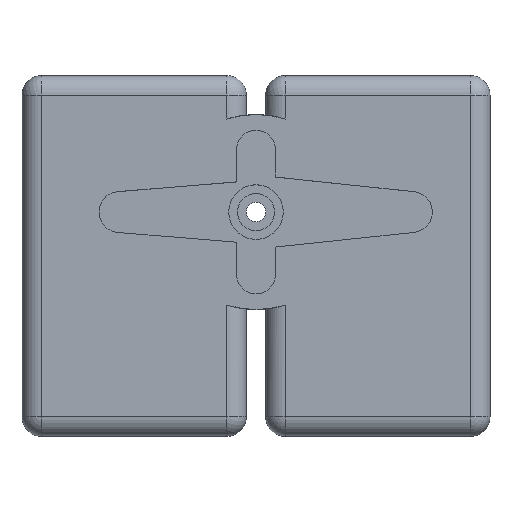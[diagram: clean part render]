
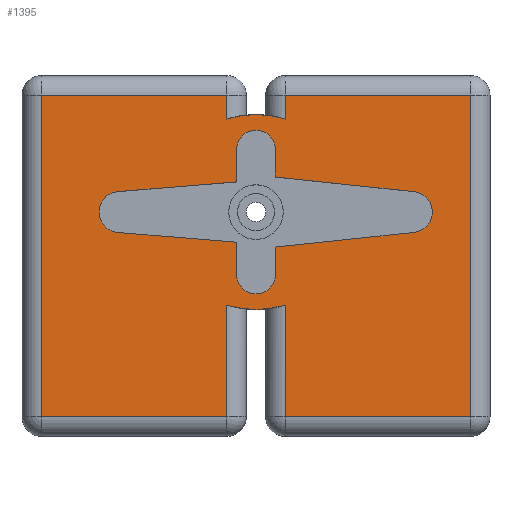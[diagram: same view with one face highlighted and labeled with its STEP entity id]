
A CAD part, top view. The second image highlights one B-rep face of the part: STEP entity #1395.
In plain terms, the highlighted planar face has unit normal (0, 0, 1).
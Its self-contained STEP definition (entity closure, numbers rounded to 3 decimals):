
#35=FACE_BOUND('',#216,.T.);
#56=PLANE('',#1541);
#122=FACE_OUTER_BOUND('',#215,.T.);
#215=EDGE_LOOP('',(#1140,#1141,#1142,#1143,#1144,#1145,#1146,#1147,#1148,
#1149,#1150,#1151));
#216=EDGE_LOOP('',(#1152,#1153,#1154,#1155,#1156,#1157,#1158,#1159,#1160,
#1161,#1162,#1163));
#258=CIRCLE('',#1450,10.);
#281=CIRCLE('',#1484,2.);
#282=CIRCLE('',#1488,2.1);
#283=CIRCLE('',#1492,2.);
#284=CIRCLE('',#1496,2.1);
#309=CIRCLE('',#1542,10.);
#388=LINE('',#2269,#500);
#390=LINE('',#2273,#502);
#393=LINE('',#2281,#505);
#395=LINE('',#2285,#507);
#398=LINE('',#2293,#510);
#400=LINE('',#2297,#512);
#403=LINE('',#2305,#515);
#405=LINE('',#2308,#517);
#409=LINE('',#2362,#521);
#413=LINE('',#2389,#525);
#419=LINE('',#2420,#531);
#423=LINE('',#2433,#535);
#426=LINE('',#2437,#538);
#429=LINE('',#2446,#541);
#430=LINE('',#2448,#542);
#431=LINE('',#2450,#543);
#432=LINE('',#2452,#544);
#433=LINE('',#2453,#545);
#500=VECTOR('',#1754,10.);
#502=VECTOR('',#1758,10.);
#505=VECTOR('',#1767,10.);
#507=VECTOR('',#1771,10.);
#510=VECTOR('',#1780,10.);
#512=VECTOR('',#1784,10.);
#515=VECTOR('',#1793,10.);
#517=VECTOR('',#1797,10.);
#521=VECTOR('',#1827,10.);
#525=VECTOR('',#1849,10.);
#531=VECTOR('',#1877,10.);
#535=VECTOR('',#1893,10.);
#538=VECTOR('',#1898,10.);
#541=VECTOR('',#1909,10.);
#542=VECTOR('',#1910,10.);
#543=VECTOR('',#1911,10.);
#544=VECTOR('',#1912,10.);
#545=VECTOR('',#1913,10.);
#591=VERTEX_POINT('',#2146);
#592=VERTEX_POINT('',#2157);
#630=VERTEX_POINT('',#2262);
#631=VERTEX_POINT('',#2264);
#632=VERTEX_POINT('',#2268);
#633=VERTEX_POINT('',#2272);
#634=VERTEX_POINT('',#2276);
#635=VERTEX_POINT('',#2280);
#636=VERTEX_POINT('',#2284);
#637=VERTEX_POINT('',#2288);
#638=VERTEX_POINT('',#2292);
#639=VERTEX_POINT('',#2296);
#640=VERTEX_POINT('',#2300);
#641=VERTEX_POINT('',#2304);
#647=VERTEX_POINT('',#2341);
#650=VERTEX_POINT('',#2351);
#654=VERTEX_POINT('',#2380);
#659=VERTEX_POINT('',#2411);
#662=VERTEX_POINT('',#2424);
#664=VERTEX_POINT('',#2443);
#665=VERTEX_POINT('',#2445);
#666=VERTEX_POINT('',#2447);
#667=VERTEX_POINT('',#2449);
#668=VERTEX_POINT('',#2451);
#720=EDGE_CURVE('',#592,#591,#258,.T.);
#768=EDGE_CURVE('',#631,#630,#281,.T.);
#770=EDGE_CURVE('',#632,#631,#388,.T.);
#772=EDGE_CURVE('',#633,#632,#390,.T.);
#774=EDGE_CURVE('',#634,#633,#282,.T.);
#776=EDGE_CURVE('',#635,#634,#393,.T.);
#778=EDGE_CURVE('',#636,#635,#395,.T.);
#780=EDGE_CURVE('',#637,#636,#283,.T.);
#782=EDGE_CURVE('',#638,#637,#398,.T.);
#784=EDGE_CURVE('',#639,#638,#400,.T.);
#786=EDGE_CURVE('',#640,#639,#284,.T.);
#788=EDGE_CURVE('',#641,#640,#403,.T.);
#790=EDGE_CURVE('',#630,#641,#405,.T.);
#804=EDGE_CURVE('',#650,#647,#409,.T.);
#814=EDGE_CURVE('',#647,#654,#413,.T.);
#826=EDGE_CURVE('',#654,#659,#419,.T.);
#833=EDGE_CURVE('',#659,#662,#423,.T.);
#836=EDGE_CURVE('',#662,#591,#426,.T.);
#839=EDGE_CURVE('',#650,#664,#309,.T.);
#840=EDGE_CURVE('',#665,#664,#429,.T.);
#841=EDGE_CURVE('',#666,#665,#430,.T.);
#842=EDGE_CURVE('',#667,#666,#431,.T.);
#843=EDGE_CURVE('',#668,#667,#432,.T.);
#844=EDGE_CURVE('',#592,#668,#433,.T.);
#1140=ORIENTED_EDGE('',*,*,#720,.T.);
#1141=ORIENTED_EDGE('',*,*,#836,.F.);
#1142=ORIENTED_EDGE('',*,*,#833,.F.);
#1143=ORIENTED_EDGE('',*,*,#826,.F.);
#1144=ORIENTED_EDGE('',*,*,#814,.F.);
#1145=ORIENTED_EDGE('',*,*,#804,.F.);
#1146=ORIENTED_EDGE('',*,*,#839,.T.);
#1147=ORIENTED_EDGE('',*,*,#840,.F.);
#1148=ORIENTED_EDGE('',*,*,#841,.F.);
#1149=ORIENTED_EDGE('',*,*,#842,.F.);
#1150=ORIENTED_EDGE('',*,*,#843,.F.);
#1151=ORIENTED_EDGE('',*,*,#844,.F.);
#1152=ORIENTED_EDGE('',*,*,#768,.T.);
#1153=ORIENTED_EDGE('',*,*,#790,.T.);
#1154=ORIENTED_EDGE('',*,*,#788,.T.);
#1155=ORIENTED_EDGE('',*,*,#786,.T.);
#1156=ORIENTED_EDGE('',*,*,#784,.T.);
#1157=ORIENTED_EDGE('',*,*,#782,.T.);
#1158=ORIENTED_EDGE('',*,*,#780,.T.);
#1159=ORIENTED_EDGE('',*,*,#778,.T.);
#1160=ORIENTED_EDGE('',*,*,#776,.T.);
#1161=ORIENTED_EDGE('',*,*,#774,.T.);
#1162=ORIENTED_EDGE('',*,*,#772,.T.);
#1163=ORIENTED_EDGE('',*,*,#770,.T.);
#1395=ADVANCED_FACE('',(#122,#35),#56,.T.);
#1450=AXIS2_PLACEMENT_3D('',#2158,#1657,#1658);
#1484=AXIS2_PLACEMENT_3D('',#2265,#1749,#1750);
#1488=AXIS2_PLACEMENT_3D('',#2277,#1762,#1763);
#1492=AXIS2_PLACEMENT_3D('',#2289,#1775,#1776);
#1496=AXIS2_PLACEMENT_3D('',#2301,#1788,#1789);
#1541=AXIS2_PLACEMENT_3D('',#2442,#1905,#1906);
#1542=AXIS2_PLACEMENT_3D('',#2444,#1907,#1908);
#1657=DIRECTION('center_axis',(0.,0.,1.));
#1658=DIRECTION('ref_axis',(1.,0.,0.));
#1749=DIRECTION('center_axis',(0.,0.,-1.));
#1750=DIRECTION('ref_axis',(1.,0.,0.));
#1754=DIRECTION('',(0.,1.,0.));
#1758=DIRECTION('',(0.997,0.082,0.));
#1762=DIRECTION('center_axis',(0.,0.,-1.));
#1763=DIRECTION('ref_axis',(-0.082,0.997,0.));
#1767=DIRECTION('',(-0.997,0.082,0.));
#1771=DIRECTION('',(0.,1.,0.));
#1775=DIRECTION('center_axis',(0.,0.,-1.));
#1776=DIRECTION('ref_axis',(-1.,0.,0.));
#1780=DIRECTION('',(0.,-1.,0.));
#1784=DIRECTION('',(-0.994,-0.105,0.));
#1788=DIRECTION('center_axis',(0.,0.,-1.));
#1789=DIRECTION('ref_axis',(0.105,-0.994,0.));
#1793=DIRECTION('',(0.994,-0.105,0.));
#1797=DIRECTION('',(0.,-1.,0.));
#1827=DIRECTION('',(0.,-1.,0.));
#1849=DIRECTION('',(-1.,0.,0.));
#1877=DIRECTION('',(0.,1.,0.));
#1893=DIRECTION('',(1.,0.,0.));
#1898=DIRECTION('',(0.,-1.,0.));
#1905=DIRECTION('center_axis',(0.,0.,1.));
#1906=DIRECTION('ref_axis',(1.,0.,0.));
#1907=DIRECTION('center_axis',(0.,0.,1.));
#1908=DIRECTION('ref_axis',(1.,0.,0.));
#1909=DIRECTION('',(0.,1.,0.));
#1910=DIRECTION('',(-1.,0.,0.));
#1911=DIRECTION('',(0.,-1.,0.));
#1912=DIRECTION('',(1.,0.,0.));
#1913=DIRECTION('',(0.,1.,0.));
#2146=CARTESIAN_POINT('',(-3.,9.539,8.2));
#2157=CARTESIAN_POINT('',(3.,9.539,8.2));
#2158=CARTESIAN_POINT('Origin',(0.,0.,8.2));
#2262=CARTESIAN_POINT('',(2.,6.4,8.2));
#2264=CARTESIAN_POINT('',(-2.,6.4,8.2));
#2265=CARTESIAN_POINT('Origin',(0.,6.4,8.2));
#2268=CARTESIAN_POINT('',(-2.,3.092,8.2));
#2269=CARTESIAN_POINT('',(-2.,-0.704,8.2));
#2272=CARTESIAN_POINT('',(-14.172,2.093,8.2));
#2273=CARTESIAN_POINT('',(-7.402,2.649,8.2));
#2276=CARTESIAN_POINT('',(-14.172,-2.093,8.2));
#2277=CARTESIAN_POINT('Origin',(-14.,0.,8.2));
#2280=CARTESIAN_POINT('',(-2.,-3.092,8.2));
#2281=CARTESIAN_POINT('',(-0.949,-3.178,8.2));
#2284=CARTESIAN_POINT('',(-2.,-6.4,8.2));
#2285=CARTESIAN_POINT('',(-2.,-5.45,8.2));
#2288=CARTESIAN_POINT('',(2.,-6.4,8.2));
#2289=CARTESIAN_POINT('Origin',(0.,-6.4,
8.2));
#2292=CARTESIAN_POINT('',(2.,-3.59,8.2));
#2293=CARTESIAN_POINT('',(2.,-4.045,8.2));
#2296=CARTESIAN_POINT('',(16.221,-2.088,8.2));
#2297=CARTESIAN_POINT('',(8.074,-2.949,8.2));
#2300=CARTESIAN_POINT('',(16.221,2.088,8.2));
#2301=CARTESIAN_POINT('Origin',(16.,0.,8.2));
#2304=CARTESIAN_POINT('',(2.,3.59,8.2));
#2305=CARTESIAN_POINT('',(1.433,3.65,8.2));
#2308=CARTESIAN_POINT('',(2.,0.95,8.2));
#2341=CARTESIAN_POINT('',(-3.,-21.,8.2));
#2351=CARTESIAN_POINT('',(-3.,-9.539,8.2));
#2362=CARTESIAN_POINT('',(-3.,-13.75,8.2));
#2380=CARTESIAN_POINT('',(-22.,-21.,8.2));
#2389=CARTESIAN_POINT('',(-12.,-21.,8.2));
#2411=CARTESIAN_POINT('',(-22.,12.,8.2));
#2420=CARTESIAN_POINT('',(-22.,4.75,8.2));
#2424=CARTESIAN_POINT('',(-3.,12.,8.2));
#2433=CARTESIAN_POINT('',(-0.5,12.,8.2));
#2437=CARTESIAN_POINT('',(-3.,2.725,8.2));
#2442=CARTESIAN_POINT('Origin',(0.,-4.5,8.2));
#2443=CARTESIAN_POINT('',(3.,-9.539,8.2));
#2444=CARTESIAN_POINT('Origin',(0.,0.,8.2));
#2445=CARTESIAN_POINT('',(3.,-21.,8.2));
#2446=CARTESIAN_POINT('',(3.,-7.225,8.2));
#2447=CARTESIAN_POINT('',(22.,-21.,8.2));
#2448=CARTESIAN_POINT('',(0.5,-21.,8.2));
#2449=CARTESIAN_POINT('',(22.,12.,8.2));
#2450=CARTESIAN_POINT('',(22.,-13.75,8.2));
#2451=CARTESIAN_POINT('',(3.,12.,8.2));
#2452=CARTESIAN_POINT('',(12.,12.,8.2));
#2453=CARTESIAN_POINT('',(3.,4.75,8.2));
